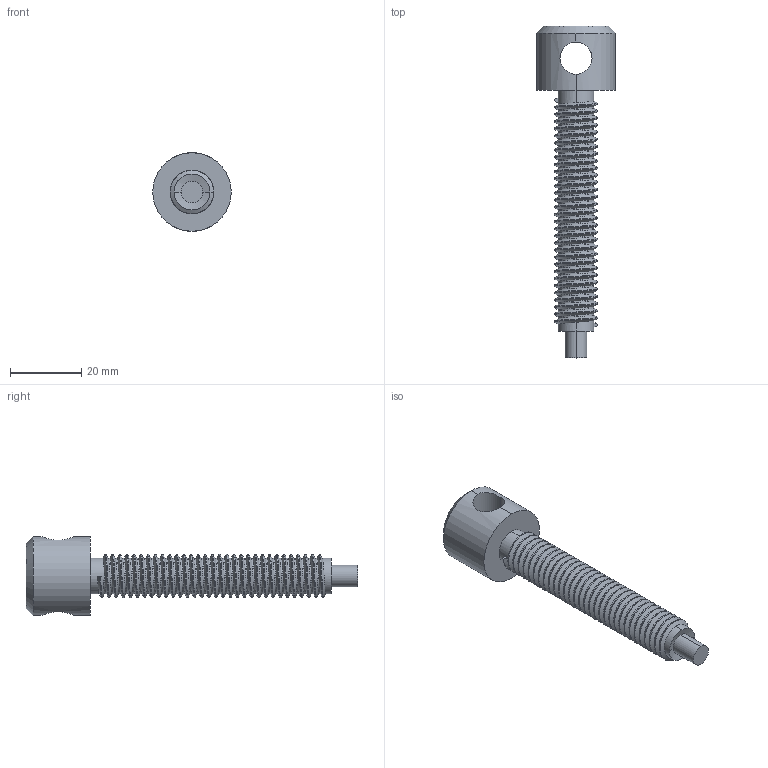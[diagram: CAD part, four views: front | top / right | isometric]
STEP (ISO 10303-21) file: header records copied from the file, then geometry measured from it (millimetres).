
FILE_DESCRIPTION (( 'STEP AP203' ), '1' );
FILE_NAME ('Peça3.STEP', '2023-12-14T11:25:16', ( '' ), ( '' ), 'SwSTEP 2.0', 'SolidWorks 2017', '' );
FILE_SCHEMA (( 'CONFIG_CONTROL_DESIGN' ));
Length unit declared in the file: millimetre
Products named in the file (1): Pe蓷3
Bounding box: 22 x 93 x 22 mm (x, y, z)
Volume: 11861.4 mm3; surface area: 6224.6 mm2
Topology: 1 solids, 1 shells, 82 faces, 241 edges, 160 vertices
Faces by surface type: cylinder 70, plane 5, bspline 3, cone 2, sphere 2
Entity records: 9054 total; most frequent: CARTESIAN_POINT 7192, ORIENTED_EDGE 482, DIRECTION 280, EDGE_CURVE 241, VERTEX_POINT 160, AXIS2_PLACEMENT_3D 100, EDGE_LOOP 83, ADVANCED_FACE 82
